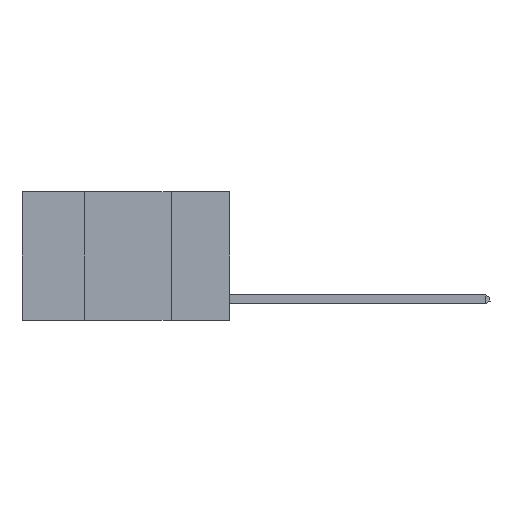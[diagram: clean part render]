
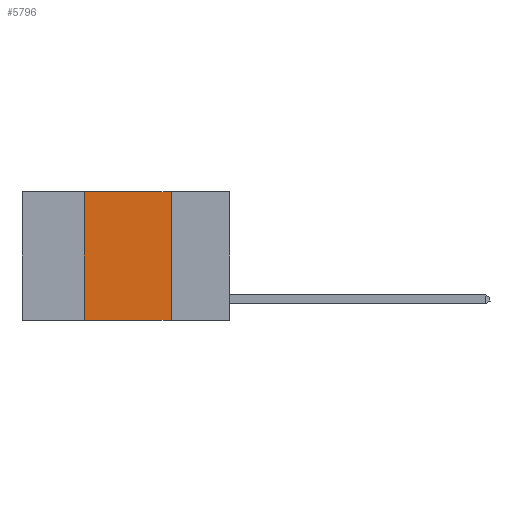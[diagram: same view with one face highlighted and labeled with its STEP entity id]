
A CAD part, left-side view. The second image highlights one B-rep face of the part: STEP entity #5796.
In plain terms, the highlighted planar face has unit normal (-1, 0, 0).
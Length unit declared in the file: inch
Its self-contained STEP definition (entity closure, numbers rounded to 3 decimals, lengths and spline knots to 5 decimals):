
#177 = EDGE_CURVE ( 'NONE', #10135, #12031, #8493, .T. ) ;
#413 = CARTESIAN_POINT ( 'NONE',  ( 0., 0.42, 0. ) ) ;
#680 = DIRECTION ( 'NONE',  ( 0., -1., 0. ) ) ;
#697 = CARTESIAN_POINT ( 'NONE',  ( 0., 0.42, -0.37 ) ) ;
#876 = VECTOR ( 'NONE', #11829, 39.37008 ) ;
#1020 = ORIENTED_EDGE ( 'NONE', *, *, #1178, .F. ) ;
#1178 = EDGE_CURVE ( 'NONE', #12031, #7709, #2899, .T. ) ;
#1218 = CARTESIAN_POINT ( 'NONE',  ( 0., 0.17, 0. ) ) ;
#1234 = CARTESIAN_POINT ( 'NONE',  ( 0., 0.17, 0. ) ) ;
#1337 = DIRECTION ( 'NONE',  ( 0., 0., -1. ) ) ;
#1407 = FACE_OUTER_BOUND ( 'NONE', #5103, .T. ) ;
#2408 = PLANE ( 'NONE',  #9056 ) ;
#2777 = VECTOR ( 'NONE', #680, 39.37008 ) ;
#2899 = LINE ( 'NONE', #6601, #2777 ) ;
#3491 = DIRECTION ( 'NONE',  ( 0., 0., 1. ) ) ;
#3492 = DIRECTION ( 'NONE',  ( 1., 0., 0. ) ) ;
#3543 = DIRECTION ( 'NONE',  ( 0., 0., -1. ) ) ;
#4027 = LINE ( 'NONE', #5190, #876 ) ;
#4441 = EDGE_CURVE ( 'NONE', #10135, #7156, #4027, .T. ) ;
#4985 = ORIENTED_EDGE ( 'NONE', *, *, #177, .F. ) ;
#5096 = CARTESIAN_POINT ( 'NONE',  ( 0., 0.42, 0. ) ) ;
#5103 = EDGE_LOOP ( 'NONE', ( #9552, #1020, #4985, #10358 ) ) ;
#5190 = CARTESIAN_POINT ( 'NONE',  ( 0., 0.6, -0.37 ) ) ;
#5796 = ADVANCED_FACE ( 'NONE', ( #1407 ), #2408, .F. ) ;
#6233 = VECTOR ( 'NONE', #1337, 39.37008 ) ;
#6601 = CARTESIAN_POINT ( 'NONE',  ( 0., 0.6, 0. ) ) ;
#7156 = VERTEX_POINT ( 'NONE', #11570 ) ;
#7709 = VERTEX_POINT ( 'NONE', #1234 ) ;
#8429 = LINE ( 'NONE', #1218, #6233 ) ;
#8493 = LINE ( 'NONE', #413, #10624 ) ;
#8642 = EDGE_CURVE ( 'NONE', #7709, #7156, #8429, .T. ) ;
#9056 = AXIS2_PLACEMENT_3D ( 'NONE', #9263, #3492, #3543 ) ;
#9263 = CARTESIAN_POINT ( 'NONE',  ( 0., 0.6, 0. ) ) ;
#9552 = ORIENTED_EDGE ( 'NONE', *, *, #8642, .F. ) ;
#10135 = VERTEX_POINT ( 'NONE', #697 ) ;
#10358 = ORIENTED_EDGE ( 'NONE', *, *, #4441, .T. ) ;
#10624 = VECTOR ( 'NONE', #3491, 39.37008 ) ;
#11570 = CARTESIAN_POINT ( 'NONE',  ( 0., 0.17, -0.37 ) ) ;
#11829 = DIRECTION ( 'NONE',  ( 0., -1., 0. ) ) ;
#12031 = VERTEX_POINT ( 'NONE', #5096 ) ;
